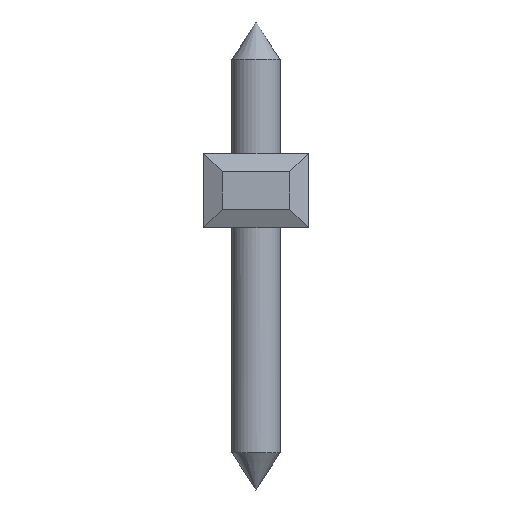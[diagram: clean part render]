
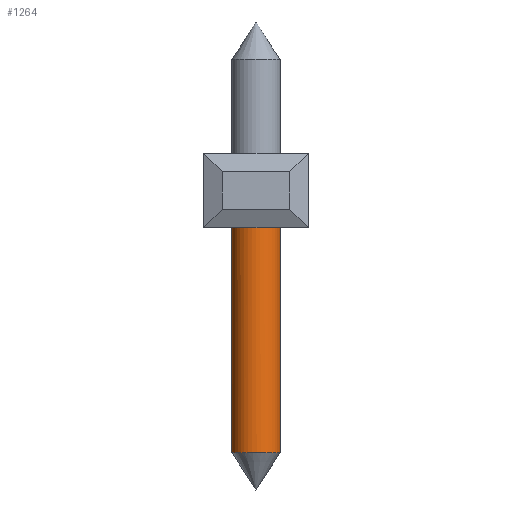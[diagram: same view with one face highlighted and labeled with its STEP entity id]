
A CAD part, left-side view. The second image highlights one B-rep face of the part: STEP entity #1264.
In plain terms, the highlighted cylindrical face has radius 0.65 mm (diameter 1.3 mm), a full revolution.
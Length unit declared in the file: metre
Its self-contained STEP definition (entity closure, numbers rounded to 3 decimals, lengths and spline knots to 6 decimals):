
#1264=ADVANCED_FACE('',(#2635,#2636),#2637,.T.);
#2635=FACE_OUTER_BOUND('',#4130,.T.);
#2636=FACE_OUTER_BOUND('',#4131,.T.);
#2637=CYLINDRICAL_SURFACE('',#4132,0.00065);
#4130=EDGE_LOOP('',(#7851));
#4131=EDGE_LOOP('',(#7852));
#4132=AXIS2_PLACEMENT_3D('',#7853,#7854,#7855);
#7851=ORIENTED_EDGE('',*,*,#8371,.F.);
#7852=ORIENTED_EDGE('',*,*,#9608,.F.);
#7853=CARTESIAN_POINT('',(-0.00435,-0.03326,0.0025));
#7854=DIRECTION('',(0.0,0.,-1.0));
#7855=DIRECTION('',(-1.0,0.0,0.0));
#8371=EDGE_CURVE('',#9912,#9912,#9913,.T.);
#9608=EDGE_CURVE('',#11670,#11670,#11671,.T.);
#9912=VERTEX_POINT('',#12046);
#9913=CIRCLE('',#12047,0.00065);
#11670=VERTEX_POINT('',#14648);
#11671=CIRCLE('',#14649,0.00065);
#12046=CARTESIAN_POINT('',(-0.00435,-0.03391,-0.0018));
#12047=AXIS2_PLACEMENT_3D('',#14879,#14880,#14881);
#14648=CARTESIAN_POINT('',(-0.00396,-0.03274,-0.008));
#14649=AXIS2_PLACEMENT_3D('',#15825,#15826,#15827);
#14879=CARTESIAN_POINT('',(-0.00435,-0.03326,-0.0018));
#14880=DIRECTION('',(0.0,0.,1.0));
#14881=DIRECTION('',(0.0,-1.0,0.));
#15825=CARTESIAN_POINT('',(-0.00435,-0.03326,-0.008));
#15826=DIRECTION('',(0.,0.,-1.0));
#15827=DIRECTION('',(0.6,0.8,0.));
